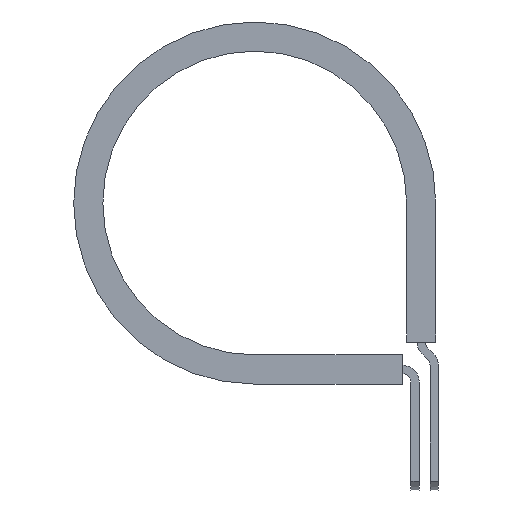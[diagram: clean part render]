
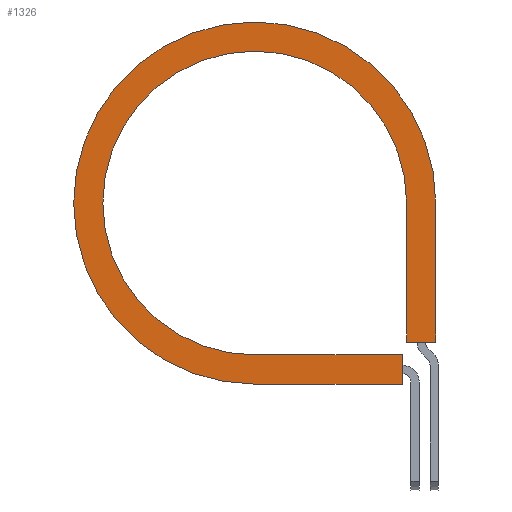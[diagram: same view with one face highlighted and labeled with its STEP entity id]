
A CAD part, front view. The second image highlights one B-rep face of the part: STEP entity #1326.
In plain terms, the highlighted planar face has unit normal (0, -1, 0).
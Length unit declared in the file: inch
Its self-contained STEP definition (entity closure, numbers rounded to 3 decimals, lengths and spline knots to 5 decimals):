
#25 = DIRECTION ( 'NONE',  ( 0., 0., -1. ) ) ;
#35 = VERTEX_POINT ( 'NONE', #685 ) ;
#70 = DIRECTION ( 'NONE',  ( 0., -1., 0. ) ) ;
#74 = DIRECTION ( 'NONE',  ( 1., 0., 0. ) ) ;
#77 = DIRECTION ( 'NONE',  ( 0., -1., 0. ) ) ;
#81 = CARTESIAN_POINT ( 'NONE',  ( 0., -0.31, 0. ) ) ;
#82 = ORIENTED_EDGE ( 'NONE', *, *, #629, .F. ) ;
#98 = VERTEX_POINT ( 'NONE', #957 ) ;
#110 = CIRCLE ( 'NONE', #1327, 1.043 ) ;
#120 = ORIENTED_EDGE ( 'NONE', *, *, #344, .T. ) ;
#132 = LINE ( 'NONE', #921, #790 ) ;
#142 = DIRECTION ( 'NONE',  ( 1., 0., 0. ) ) ;
#213 = EDGE_CURVE ( 'NONE', #98, #395, #132, .T. ) ;
#276 = CARTESIAN_POINT ( 'NONE',  ( 0.875, -0.31, 0. ) ) ;
#321 = DIRECTION ( 'NONE',  ( 0., 0., 1. ) ) ;
#327 = DIRECTION ( 'NONE',  ( -1., 0., 0. ) ) ;
#335 = VECTOR ( 'NONE', #327, 39.37008 ) ;
#344 = EDGE_CURVE ( 'NONE', #98, #1248, #110, .T. ) ;
#395 = VERTEX_POINT ( 'NONE', #612 ) ;
#425 = VERTEX_POINT ( 'NONE', #1423 ) ;
#465 = CARTESIAN_POINT ( 'NONE',  ( 0., -0.31, -1.043 ) ) ;
#468 = VERTEX_POINT ( 'NONE', #1429 ) ;
#480 = CARTESIAN_POINT ( 'NONE',  ( 0., -0.31, -0.875 ) ) ;
#528 = LINE ( 'NONE', #1362, #1193 ) ;
#541 = AXIS2_PLACEMENT_3D ( 'NONE', #803, #1723, #938 ) ;
#542 = CARTESIAN_POINT ( 'NONE',  ( 0.8497, -0.31, -1.043 ) ) ;
#576 = EDGE_LOOP ( 'NONE', ( #646, #1209, #120, #581, #1605, #1676, #82, #1527 ) ) ;
#581 = ORIENTED_EDGE ( 'NONE', *, *, #1491, .T. ) ;
#612 = CARTESIAN_POINT ( 'NONE',  ( 1.043, -0.31, -0.80065 ) ) ;
#629 = EDGE_CURVE ( 'NONE', #1455, #35, #1471, .T. ) ;
#645 = VECTOR ( 'NONE', #74, 39.37008 ) ;
#646 = ORIENTED_EDGE ( 'NONE', *, *, #1254, .F. ) ;
#647 = VECTOR ( 'NONE', #1232, 39.37008 ) ;
#685 = CARTESIAN_POINT ( 'NONE',  ( 0., -0.31, -0.875 ) ) ;
#704 = LINE ( 'NONE', #1023, #335 ) ;
#790 = VECTOR ( 'NONE', #875, 39.37008 ) ;
#803 = CARTESIAN_POINT ( 'NONE',  ( 0., -0.31, 0. ) ) ;
#810 = EDGE_CURVE ( 'NONE', #1455, #468, #1717, .T. ) ;
#823 = LINE ( 'NONE', #1541, #1479 ) ;
#875 = DIRECTION ( 'NONE',  ( 0., 0., -1. ) ) ;
#914 = CARTESIAN_POINT ( 'NONE',  ( 0.875, -0.31, 0. ) ) ;
#921 = CARTESIAN_POINT ( 'NONE',  ( 1.043, -0.31, 0. ) ) ;
#938 = DIRECTION ( 'NONE',  ( 0., 0., -1. ) ) ;
#957 = CARTESIAN_POINT ( 'NONE',  ( 1.043, -0.31, 0. ) ) ;
#964 = CARTESIAN_POINT ( 'NONE',  ( 0.875, -0.31, 0. ) ) ;
#1011 = LINE ( 'NONE', #480, #645 ) ;
#1023 = CARTESIAN_POINT ( 'NONE',  ( 0.875, -0.31, -0.80065 ) ) ;
#1044 = DIRECTION ( 'NONE',  ( 0., 0., -1. ) ) ;
#1049 = EDGE_CURVE ( 'NONE', #1440, #425, #823, .T. ) ;
#1137 = EDGE_CURVE ( 'NONE', #35, #425, #1011, .T. ) ;
#1193 = VECTOR ( 'NONE', #142, 39.37008 ) ;
#1209 = ORIENTED_EDGE ( 'NONE', *, *, #213, .F. ) ;
#1232 = DIRECTION ( 'NONE',  ( 0., 0., -1. ) ) ;
#1248 = VERTEX_POINT ( 'NONE', #465 ) ;
#1254 = EDGE_CURVE ( 'NONE', #395, #468, #704, .T. ) ;
#1326 = ADVANCED_FACE ( 'NONE', ( #1336 ), #1699, .T. ) ;
#1327 = AXIS2_PLACEMENT_3D ( 'NONE', #81, #70, #25 ) ;
#1336 = FACE_OUTER_BOUND ( 'NONE', #576, .T. ) ;
#1362 = CARTESIAN_POINT ( 'NONE',  ( 0., -0.31, -1.043 ) ) ;
#1423 = CARTESIAN_POINT ( 'NONE',  ( 0.8497, -0.31, -0.875 ) ) ;
#1429 = CARTESIAN_POINT ( 'NONE',  ( 0.875, -0.31, -0.80065 ) ) ;
#1431 = AXIS2_PLACEMENT_3D ( 'NONE', #914, #77, #1044 ) ;
#1440 = VERTEX_POINT ( 'NONE', #542 ) ;
#1455 = VERTEX_POINT ( 'NONE', #964 ) ;
#1471 = CIRCLE ( 'NONE', #541, 0.875 ) ;
#1479 = VECTOR ( 'NONE', #321, 39.37008 ) ;
#1491 = EDGE_CURVE ( 'NONE', #1248, #1440, #528, .T. ) ;
#1527 = ORIENTED_EDGE ( 'NONE', *, *, #810, .T. ) ;
#1541 = CARTESIAN_POINT ( 'NONE',  ( 0.8497, -0.31, -0.875 ) ) ;
#1605 = ORIENTED_EDGE ( 'NONE', *, *, #1049, .T. ) ;
#1676 = ORIENTED_EDGE ( 'NONE', *, *, #1137, .F. ) ;
#1699 = PLANE ( 'NONE',  #1431 ) ;
#1717 = LINE ( 'NONE', #276, #647 ) ;
#1723 = DIRECTION ( 'NONE',  ( 0., -1., 0. ) ) ;
